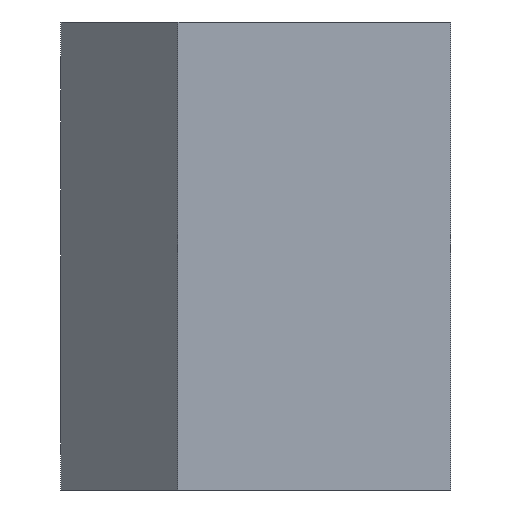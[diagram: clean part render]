
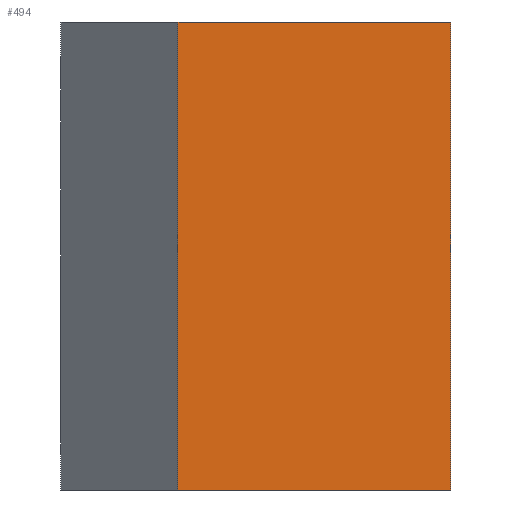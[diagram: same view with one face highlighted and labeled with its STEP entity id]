
A CAD part, left-side view. The second image highlights one B-rep face of the part: STEP entity #494.
In plain terms, the highlighted planar face has unit normal (-1, 0, 0).
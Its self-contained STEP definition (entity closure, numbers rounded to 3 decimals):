
#255=CARTESIAN_POINT('',(-46.,0.0,-6.));
#256=VERTEX_POINT('',#255);
#263=CARTESIAN_POINT('',(-46.,7.,-6.));
#264=VERTEX_POINT('',#263);
#265=CARTESIAN_POINT('',(-46.,7.,-6.));
#266=DIRECTION('',(0.0,-1.0,0.0));
#267=VECTOR('',#266,7.);
#268=LINE('',#265,#267);
#269=EDGE_CURVE('',#264,#256,#268,.T.);
#452=CARTESIAN_POINT('',(-46.,0.0,6.));
#453=VERTEX_POINT('',#452);
#460=CARTESIAN_POINT('',(-46.,0.0,-6.));
#461=DIRECTION('',(0.0,0.0,1.0));
#462=VECTOR('',#461,12.);
#463=LINE('',#460,#462);
#464=EDGE_CURVE('',#256,#453,#463,.T.);
#471=CARTESIAN_POINT('',(-46.,0.0,0.0));
#472=DIRECTION('',(-1.0,0.0,0.0));
#473=DIRECTION('',(0.0,0.0,1.0));
#474=AXIS2_PLACEMENT_3D('',#471,#472,#473);
#475=PLANE('',#474);
#476=CARTESIAN_POINT('',(-46.,7.,6.));
#477=VERTEX_POINT('',#476);
#478=CARTESIAN_POINT('',(-46.,0.0,6.));
#479=DIRECTION('',(0.0,1.0,0.0));
#480=VECTOR('',#479,7.);
#481=LINE('',#478,#480);
#482=EDGE_CURVE('',#453,#477,#481,.T.);
#483=ORIENTED_EDGE('',*,*,#482,.T.);
#484=CARTESIAN_POINT('',(-46.,7.,-6.));
#485=DIRECTION('',(0.0,0.0,1.0));
#486=VECTOR('',#485,12.);
#487=LINE('',#484,#486);
#488=EDGE_CURVE('',#264,#477,#487,.T.);
#489=ORIENTED_EDGE('',*,*,#488,.F.);
#490=ORIENTED_EDGE('',*,*,#269,.T.);
#491=ORIENTED_EDGE('',*,*,#464,.T.);
#492=EDGE_LOOP('',(#483,#489,#490,#491));
#493=FACE_OUTER_BOUND('',#492,.T.);
#494=ADVANCED_FACE('',(#493),#475,.T.);
